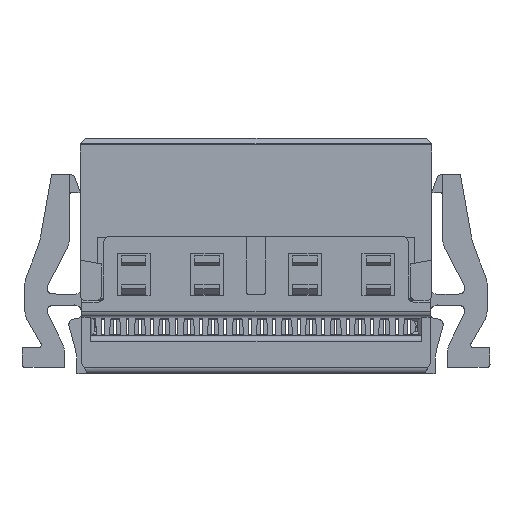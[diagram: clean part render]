
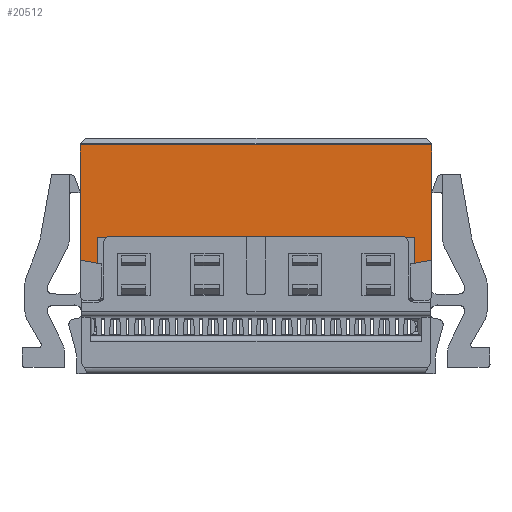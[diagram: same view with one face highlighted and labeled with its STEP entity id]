
A CAD part, top view. The second image highlights one B-rep face of the part: STEP entity #20512.
In plain terms, the highlighted planar face has unit normal (0, 0, 1).
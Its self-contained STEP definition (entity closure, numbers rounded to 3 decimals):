
#20462=AXIS2_PLACEMENT_3D('Plane Axis2P3D',#20459,#20460,#20461) ;
#12985=CARTESIAN_POINT('Vertex',(21.275,11.859,4.325)) ;
#12988=CARTESIAN_POINT('Line Origine',(21.275,8.869,4.325)) ;
#12992=CARTESIAN_POINT('Vertex',(21.275,5.88,4.325)) ;
#13161=CARTESIAN_POINT('Vertex',(3.015,5.88,4.325)) ;
#13164=CARTESIAN_POINT('Line Origine',(3.015,8.869,4.325)) ;
#13168=CARTESIAN_POINT('Vertex',(3.015,11.859,4.325)) ;
#20459=CARTESIAN_POINT('Axis2P3D Location',(2.771,12.4,4.325)) ;
#20464=CARTESIAN_POINT('Line Origine',(12.145,11.859,4.325)) ;
#20469=CARTESIAN_POINT('Line Origine',(3.455,5.802,4.325)) ;
#20473=CARTESIAN_POINT('Vertex',(3.895,5.725,4.325)) ;
#20476=CARTESIAN_POINT('Line Origine',(3.895,6.402,4.325)) ;
#20480=CARTESIAN_POINT('Vertex',(3.895,7.08,4.325)) ;
#20483=CARTESIAN_POINT('Line Origine',(12.145,7.08,4.325)) ;
#20487=CARTESIAN_POINT('Vertex',(20.395,7.08,4.325)) ;
#20490=CARTESIAN_POINT('Line Origine',(20.395,6.402,4.325)) ;
#20494=CARTESIAN_POINT('Vertex',(20.395,5.725,4.325)) ;
#20497=CARTESIAN_POINT('Line Origine',(20.835,5.802,4.325)) ;
#12989=DIRECTION('Vector Direction',(0.,1.,0.)) ;
#13165=DIRECTION('Vector Direction',(0.,-1.,0.)) ;
#20460=DIRECTION('Axis2P3D Direction',(-0.,0.,1.)) ;
#20461=DIRECTION('Axis2P3D XDirection',(0.,-1.,0.)) ;
#20465=DIRECTION('Vector Direction',(-1.,0.,0.)) ;
#20470=DIRECTION('Vector Direction',(0.985,-0.174,0.)) ;
#20477=DIRECTION('Vector Direction',(0.,1.,0.)) ;
#20484=DIRECTION('Vector Direction',(1.,0.,0.)) ;
#20491=DIRECTION('Vector Direction',(0.,-1.,0.)) ;
#20498=DIRECTION('Vector Direction',(0.985,0.174,0.)) ;
#12990=VECTOR('Line Direction',#12989,1.) ;
#13166=VECTOR('Line Direction',#13165,1.) ;
#20466=VECTOR('Line Direction',#20465,1.) ;
#20471=VECTOR('Line Direction',#20470,1.) ;
#20478=VECTOR('Line Direction',#20477,1.) ;
#20485=VECTOR('Line Direction',#20484,1.) ;
#20492=VECTOR('Line Direction',#20491,1.) ;
#20499=VECTOR('Line Direction',#20498,1.) ;
#20503=ORIENTED_EDGE('',*,*,#20468,.T.) ;
#20504=ORIENTED_EDGE('',*,*,#13170,.T.) ;
#20505=ORIENTED_EDGE('',*,*,#20475,.T.) ;
#20506=ORIENTED_EDGE('',*,*,#20482,.T.) ;
#20507=ORIENTED_EDGE('',*,*,#20489,.T.) ;
#20508=ORIENTED_EDGE('',*,*,#20496,.T.) ;
#20509=ORIENTED_EDGE('',*,*,#20501,.T.) ;
#20510=ORIENTED_EDGE('',*,*,#12994,.T.) ;
#20512=ADVANCED_FACE('Hauptk\X2\00F6\X0\rper',(#20511),#20463,.T.) ;
#12994=EDGE_CURVE('',#12993,#12986,#12991,.T.) ;
#13170=EDGE_CURVE('',#13169,#13162,#13167,.T.) ;
#20468=EDGE_CURVE('',#12986,#13169,#20467,.T.) ;
#20475=EDGE_CURVE('',#13162,#20474,#20472,.T.) ;
#20482=EDGE_CURVE('',#20474,#20481,#20479,.T.) ;
#20489=EDGE_CURVE('',#20481,#20488,#20486,.T.) ;
#20496=EDGE_CURVE('',#20488,#20495,#20493,.T.) ;
#20501=EDGE_CURVE('',#20495,#12993,#20500,.T.) ;
#20502=EDGE_LOOP('',(#20503,#20504,#20505,#20506,#20507,#20508,#20509,#20510)) ;
#20511=FACE_OUTER_BOUND('',#20502,.T.) ;
#12991=LINE('Line',#12988,#12990) ;
#13167=LINE('Line',#13164,#13166) ;
#20467=LINE('Line',#20464,#20466) ;
#20472=LINE('Line',#20469,#20471) ;
#20479=LINE('Line',#20476,#20478) ;
#20486=LINE('Line',#20483,#20485) ;
#20493=LINE('Line',#20490,#20492) ;
#20500=LINE('Line',#20497,#20499) ;
#20463=PLANE('',#20462) ;
#12986=VERTEX_POINT('',#12985) ;
#12993=VERTEX_POINT('',#12992) ;
#13162=VERTEX_POINT('',#13161) ;
#13169=VERTEX_POINT('',#13168) ;
#20474=VERTEX_POINT('',#20473) ;
#20481=VERTEX_POINT('',#20480) ;
#20488=VERTEX_POINT('',#20487) ;
#20495=VERTEX_POINT('',#20494) ;
